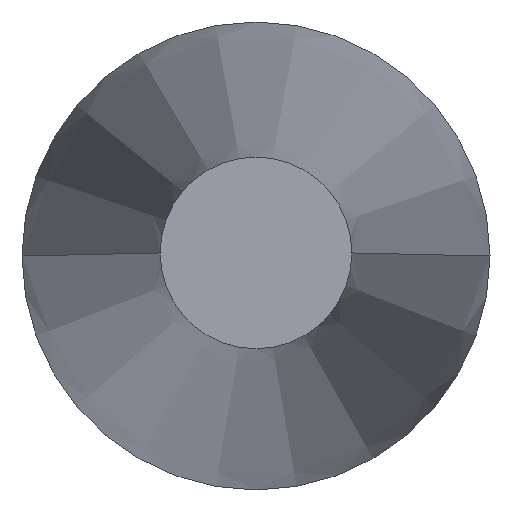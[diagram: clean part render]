
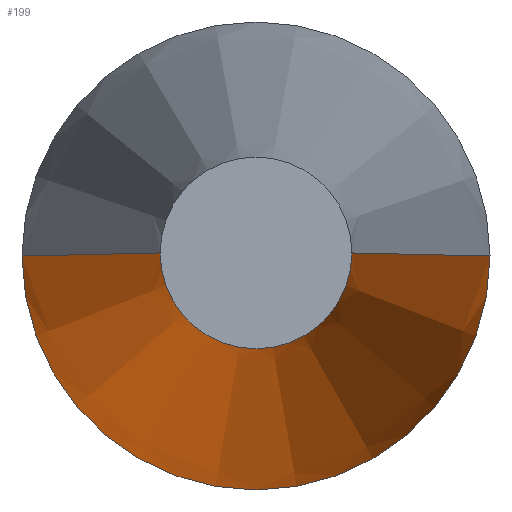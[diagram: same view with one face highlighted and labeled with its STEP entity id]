
A CAD part, top view. The second image highlights one B-rep face of the part: STEP entity #199.
In plain terms, the highlighted conical face has half-angle 4.5 degrees and reference radius 12 mm.
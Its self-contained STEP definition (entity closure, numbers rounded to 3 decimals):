
#5 = LINE ( 'NONE', #168, #216 ) ;
#12 = FACE_OUTER_BOUND ( 'NONE', #117, .T. ) ;
#15 = CARTESIAN_POINT ( 'NONE',  ( -4.917, 0., 90. ) ) ;
#19 = EDGE_CURVE ( 'NONE', #215, #246, #171, .T. ) ;
#21 = LINE ( 'NONE', #58, #118 ) ;
#34 = ORIENTED_EDGE ( 'NONE', *, *, #151, .T. ) ;
#37 = ORIENTED_EDGE ( 'NONE', *, *, #111, .F. ) ;
#38 = VERTEX_POINT ( 'NONE', #254 ) ;
#39 = DIRECTION ( 'NONE',  ( -0.078, 0., -0.997 ) ) ;
#58 = CARTESIAN_POINT ( 'NONE',  ( -12., 0., 0. ) ) ;
#66 = DIRECTION ( 'NONE',  ( 0.078, 0., -0.997 ) ) ;
#68 = DIRECTION ( 'NONE',  ( 1., 0., 0. ) ) ;
#69 = ORIENTED_EDGE ( 'NONE', *, *, #19, .F. ) ;
#76 = CARTESIAN_POINT ( 'NONE',  ( 0., 0., 90. ) ) ;
#80 = DIRECTION ( 'NONE',  ( 0., 0., -1. ) ) ;
#89 = CARTESIAN_POINT ( 'NONE',  ( 12., 0., 0. ) ) ;
#95 = AXIS2_PLACEMENT_3D ( 'NONE', #76, #197, #200 ) ;
#97 = CARTESIAN_POINT ( 'NONE',  ( 0., 0., 0. ) ) ;
#98 = VERTEX_POINT ( 'NONE', #89 ) ;
#111 = EDGE_CURVE ( 'NONE', #246, #98, #5, .T. ) ;
#117 = EDGE_LOOP ( 'NONE', ( #37, #69, #210, #34 ) ) ;
#118 = VECTOR ( 'NONE', #39, 1000. ) ;
#123 = DIRECTION ( 'NONE',  ( -1., 0., 0. ) ) ;
#130 = AXIS2_PLACEMENT_3D ( 'NONE', #170, #244, #68 ) ;
#135 = CONICAL_SURFACE ( 'NONE', #253, 12., 0.079 ) ;
#144 = CIRCLE ( 'NONE', #130, 12. ) ;
#151 = EDGE_CURVE ( 'NONE', #38, #98, #144, .T. ) ;
#168 = CARTESIAN_POINT ( 'NONE',  ( 12., 0., 0. ) ) ;
#170 = CARTESIAN_POINT ( 'NONE',  ( 0., 0., 0. ) ) ;
#171 = CIRCLE ( 'NONE', #95, 4.917 ) ;
#197 = DIRECTION ( 'NONE',  ( 0., 0., 1. ) ) ;
#199 = ADVANCED_FACE ( 'NONE', ( #12 ), #135, .T. ) ;
#200 = DIRECTION ( 'NONE',  ( 1., 0., 0. ) ) ;
#210 = ORIENTED_EDGE ( 'NONE', *, *, #221, .T. ) ;
#215 = VERTEX_POINT ( 'NONE', #15 ) ;
#216 = VECTOR ( 'NONE', #66, 1000. ) ;
#221 = EDGE_CURVE ( 'NONE', #215, #38, #21, .T. ) ;
#235 = CARTESIAN_POINT ( 'NONE',  ( 4.917, 0., 90. ) ) ;
#244 = DIRECTION ( 'NONE',  ( 0., 0., 1. ) ) ;
#246 = VERTEX_POINT ( 'NONE', #235 ) ;
#253 = AXIS2_PLACEMENT_3D ( 'NONE', #97, #80, #123 ) ;
#254 = CARTESIAN_POINT ( 'NONE',  ( -12., 0., 0. ) ) ;
